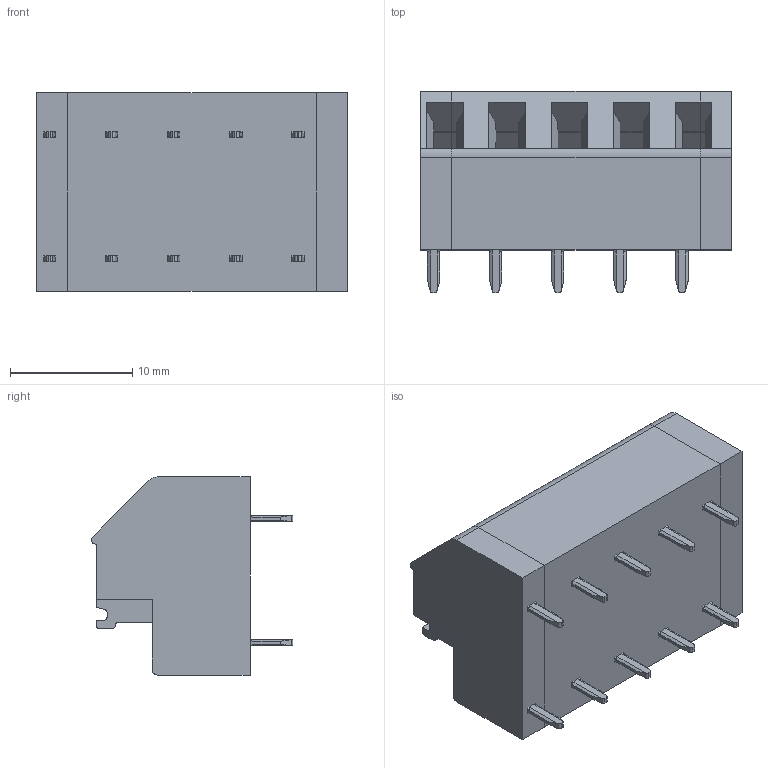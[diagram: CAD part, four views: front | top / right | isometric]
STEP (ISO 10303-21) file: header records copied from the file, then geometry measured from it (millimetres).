
FILE_DESCRIPTION( ( 'Unknown' ), '1' );
FILE_NAME( '691415520005.stp', 'Unknown', ( 'Unknown' ), ( 'Unknown' ), 'PSStep 18.0.17', 'Unknown', ' ' );
FILE_SCHEMA( ( 'AUTOMOTIVE_DESIGN { 1 0 10303 214 1 1 1 1 }' ) );
Length unit declared in the file: millimetre
Products named in the file (4): Assem1; CTL5.08_SX; CTL5.08_DX; 691415520005
Assembly tree (3 placements, depth 2):
  Assem1
    CTL5.08_SX
    CTL5.08_DX
    691415520005
Bounding box: 25.4 x 16.5 x 16.2 mm (x, y, z)
Volume: 3895.2 mm3; surface area: 3280.2 mm2
Topology: 3 solids, 3 shells, 514 faces, 1406 edges, 914 vertices
Faces by surface type: plane 411, cylinder 103
Entity records: 20518 total; most frequent: CARTESIAN_POINT 3138, ORIENTED_EDGE 2812, DIRECTION 2633, EDGE_CURVE 1406, LINE 1205, VECTOR 1205, VERTEX_POINT 914, AXIS2_PLACEMENT_3D 714
